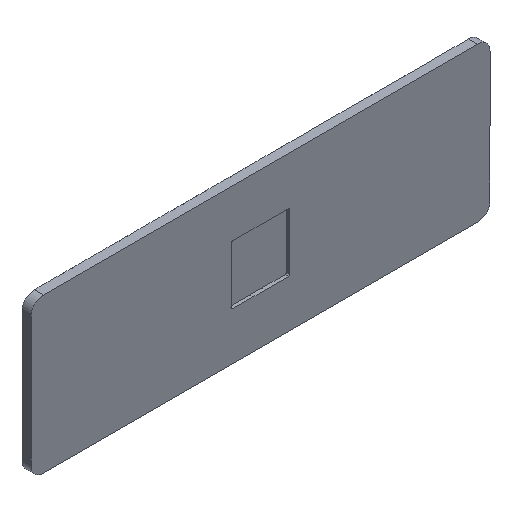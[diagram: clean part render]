
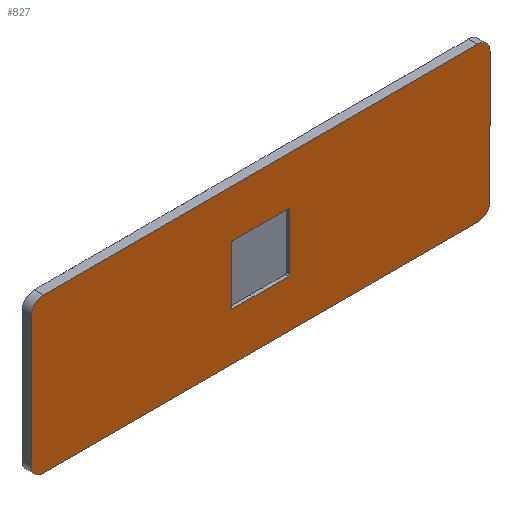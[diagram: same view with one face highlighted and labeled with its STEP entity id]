
A CAD part, isometric view. The second image highlights one B-rep face of the part: STEP entity #827.
In plain terms, the highlighted planar face has unit normal (0, -1, 0).
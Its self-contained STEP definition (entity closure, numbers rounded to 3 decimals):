
#107 = DIRECTION ( 'NONE',  ( -1., 0., 0. ) ) ;
#133 = AXIS2_PLACEMENT_3D ( 'NONE', #1602, #184, #2577 ) ;
#160 = CARTESIAN_POINT ( 'NONE',  ( 35.65, 0., 12.65 ) ) ;
#175 = VERTEX_POINT ( 'NONE', #2262 ) ;
#184 = DIRECTION ( 'NONE',  ( 0., -1., 0. ) ) ;
#200 = VECTOR ( 'NONE', #1238, 1000. ) ;
#238 = DIRECTION ( 'NONE',  ( 0., -1., 0. ) ) ;
#258 = VERTEX_POINT ( 'NONE', #160 ) ;
#266 = VERTEX_POINT ( 'NONE', #810 ) ;
#318 = CARTESIAN_POINT ( 'NONE',  ( -4.825, 0., 0. ) ) ;
#330 = DIRECTION ( 'NONE',  ( 1., 0., 0. ) ) ;
#334 = CIRCLE ( 'NONE', #2439, 0.25 ) ;
#384 = CARTESIAN_POINT ( 'NONE',  ( -37.65, 0., 10.65 ) ) ;
#392 = DIRECTION ( 'NONE',  ( 0., 0., 1. ) ) ;
#421 = ORIENTED_EDGE ( 'NONE', *, *, #2700, .T. ) ;
#430 = FACE_BOUND ( 'NONE', #1286, .T. ) ;
#464 = VECTOR ( 'NONE', #107, 1000. ) ;
#473 = VERTEX_POINT ( 'NONE', #1328 ) ;
#487 = LINE ( 'NONE', #1420, #1552 ) ;
#506 = AXIS2_PLACEMENT_3D ( 'NONE', #2210, #948, #769 ) ;
#548 = DIRECTION ( 'NONE',  ( 0., 0., -1. ) ) ;
#550 = CARTESIAN_POINT ( 'NONE',  ( 0., 0., 12.65 ) ) ;
#591 = CARTESIAN_POINT ( 'NONE',  ( 0., 0., 4.825 ) ) ;
#619 = CARTESIAN_POINT ( 'NONE',  ( 4.575, 0., -4.575 ) ) ;
#625 = LINE ( 'NONE', #2174, #1752 ) ;
#626 = CARTESIAN_POINT ( 'NONE',  ( -35.65, 0., 12.65 ) ) ;
#632 = AXIS2_PLACEMENT_3D ( 'NONE', #1697, #238, #2339 ) ;
#656 = CARTESIAN_POINT ( 'NONE',  ( 37.65, 0., -10.65 ) ) ;
#670 = AXIS2_PLACEMENT_3D ( 'NONE', #1601, #2244, #977 ) ;
#673 = ORIENTED_EDGE ( 'NONE', *, *, #2767, .T. ) ;
#698 = LINE ( 'NONE', #318, #1441 ) ;
#716 = CARTESIAN_POINT ( 'NONE',  ( -35.65, 0., -10.65 ) ) ;
#723 = CARTESIAN_POINT ( 'NONE',  ( -4.575, 0., -4.825 ) ) ;
#731 = CARTESIAN_POINT ( 'NONE',  ( -35.65, 0., -12.65 ) ) ;
#769 = DIRECTION ( 'NONE',  ( 0., 0., -1. ) ) ;
#810 = CARTESIAN_POINT ( 'NONE',  ( -4.575, 0., 4.825 ) ) ;
#812 = CARTESIAN_POINT ( 'NONE',  ( 35.65, 0., 10.65 ) ) ;
#825 = DIRECTION ( 'NONE',  ( 0., 0., -1. ) ) ;
#827 = ADVANCED_FACE ( 'NONE', ( #430, #879 ), #973, .T. ) ;
#855 = DIRECTION ( 'NONE',  ( 0., -1., 0. ) ) ;
#874 = CARTESIAN_POINT ( 'NONE',  ( 4.575, 0., -4.825 ) ) ;
#879 = FACE_OUTER_BOUND ( 'NONE', #2200, .T. ) ;
#925 = EDGE_CURVE ( 'NONE', #980, #952, #2472, .T. ) ;
#948 = DIRECTION ( 'NONE',  ( 0., -1., 0. ) ) ;
#952 = VERTEX_POINT ( 'NONE', #723 ) ;
#973 = PLANE ( 'NONE',  #506 ) ;
#977 = DIRECTION ( 'NONE',  ( 0., 0., -1. ) ) ;
#980 = VERTEX_POINT ( 'NONE', #1383 ) ;
#989 = EDGE_CURVE ( 'NONE', #980, #2571, #698, .T. ) ;
#991 = CARTESIAN_POINT ( 'NONE',  ( -37.65, 0., 0. ) ) ;
#1017 = ORIENTED_EDGE ( 'NONE', *, *, #1206, .T. ) ;
#1043 = DIRECTION ( 'NONE',  ( 0., -1., 0. ) ) ;
#1053 = CARTESIAN_POINT ( 'NONE',  ( 37.65, 0., 10.65 ) ) ;
#1080 = LINE ( 'NONE', #591, #200 ) ;
#1123 = ORIENTED_EDGE ( 'NONE', *, *, #925, .F. ) ;
#1128 = EDGE_CURVE ( 'NONE', #2578, #1659, #2190, .T. ) ;
#1138 = CARTESIAN_POINT ( 'NONE',  ( -4.825, 0., 4.575 ) ) ;
#1206 = EDGE_CURVE ( 'NONE', #266, #473, #1080, .T. ) ;
#1213 = CIRCLE ( 'NONE', #2396, 2. ) ;
#1231 = ORIENTED_EDGE ( 'NONE', *, *, #1273, .F. ) ;
#1238 = DIRECTION ( 'NONE',  ( 1., 0., 0. ) ) ;
#1272 = EDGE_CURVE ( 'NONE', #1793, #1332, #334, .T. ) ;
#1273 = EDGE_CURVE ( 'NONE', #266, #2571, #2772, .T. ) ;
#1274 = VERTEX_POINT ( 'NONE', #384 ) ;
#1286 = EDGE_LOOP ( 'NONE', ( #673, #2595, #1403, #1123, #2687, #1231, #1017, #2303 ) ) ;
#1300 = VERTEX_POINT ( 'NONE', #626 ) ;
#1328 = CARTESIAN_POINT ( 'NONE',  ( 4.575, 0., 4.825 ) ) ;
#1330 = VECTOR ( 'NONE', #548, 1000. ) ;
#1331 = DIRECTION ( 'NONE',  ( 0., -1., 0. ) ) ;
#1332 = VERTEX_POINT ( 'NONE', #2776 ) ;
#1383 = CARTESIAN_POINT ( 'NONE',  ( -4.825, 0., -4.575 ) ) ;
#1392 = EDGE_CURVE ( 'NONE', #1635, #473, #1556, .T. ) ;
#1403 = ORIENTED_EDGE ( 'NONE', *, *, #2555, .T. ) ;
#1404 = VECTOR ( 'NONE', #330, 1000. ) ;
#1420 = CARTESIAN_POINT ( 'NONE',  ( 37.65, 0., 0. ) ) ;
#1429 = EDGE_CURVE ( 'NONE', #175, #2578, #1213, .T. ) ;
#1431 = DIRECTION ( 'NONE',  ( 0., 0., -1. ) ) ;
#1437 = CIRCLE ( 'NONE', #2640, 2. ) ;
#1441 = VECTOR ( 'NONE', #2639, 1000. ) ;
#1449 = VERTEX_POINT ( 'NONE', #656 ) ;
#1532 = CIRCLE ( 'NONE', #670, 2. ) ;
#1546 = EDGE_CURVE ( 'NONE', #1659, #1449, #1532, .T. ) ;
#1552 = VECTOR ( 'NONE', #392, 1000. ) ;
#1556 = CIRCLE ( 'NONE', #632, 0.25 ) ;
#1589 = CARTESIAN_POINT ( 'NONE',  ( 35.65, 0., -12.65 ) ) ;
#1601 = CARTESIAN_POINT ( 'NONE',  ( 35.65, 0., -10.65 ) ) ;
#1602 = CARTESIAN_POINT ( 'NONE',  ( -4.575, 0., -4.575 ) ) ;
#1635 = VERTEX_POINT ( 'NONE', #2422 ) ;
#1637 = EDGE_CURVE ( 'NONE', #258, #1300, #2391, .T. ) ;
#1650 = CARTESIAN_POINT ( 'NONE',  ( -4.575, 0., 4.575 ) ) ;
#1659 = VERTEX_POINT ( 'NONE', #1589 ) ;
#1660 = DIRECTION ( 'NONE',  ( 0., -1., 0. ) ) ;
#1674 = DIRECTION ( 'NONE',  ( 0., 0., -1. ) ) ;
#1680 = ORIENTED_EDGE ( 'NONE', *, *, #2167, .T. ) ;
#1697 = CARTESIAN_POINT ( 'NONE',  ( 4.575, 0., 4.575 ) ) ;
#1752 = VECTOR ( 'NONE', #1970, 1000. ) ;
#1793 = VERTEX_POINT ( 'NONE', #874 ) ;
#1822 = LINE ( 'NONE', #991, #1330 ) ;
#1836 = ORIENTED_EDGE ( 'NONE', *, *, #2204, .T. ) ;
#1850 = VECTOR ( 'NONE', #1431, 1000. ) ;
#1854 = CIRCLE ( 'NONE', #2059, 2. ) ;
#1970 = DIRECTION ( 'NONE',  ( -1., 0., 0. ) ) ;
#2044 = DIRECTION ( 'NONE',  ( 0., 0., -1. ) ) ;
#2059 = AXIS2_PLACEMENT_3D ( 'NONE', #812, #2253, #2290 ) ;
#2104 = ORIENTED_EDGE ( 'NONE', *, *, #1546, .T. ) ;
#2105 = ORIENTED_EDGE ( 'NONE', *, *, #2219, .T. ) ;
#2154 = ORIENTED_EDGE ( 'NONE', *, *, #1429, .T. ) ;
#2167 = EDGE_CURVE ( 'NONE', #2306, #258, #1854, .T. ) ;
#2174 = CARTESIAN_POINT ( 'NONE',  ( 0., 0., -4.825 ) ) ;
#2190 = LINE ( 'NONE', #2470, #1404 ) ;
#2200 = EDGE_LOOP ( 'NONE', ( #2670, #1836, #421, #2154, #2541, #2104, #2105, #1680 ) ) ;
#2204 = EDGE_CURVE ( 'NONE', #1300, #1274, #1437, .T. ) ;
#2210 = CARTESIAN_POINT ( 'NONE',  ( -37.65, 0., 12.65 ) ) ;
#2219 = EDGE_CURVE ( 'NONE', #1449, #2306, #487, .T. ) ;
#2244 = DIRECTION ( 'NONE',  ( 0., -1., 0. ) ) ;
#2253 = DIRECTION ( 'NONE',  ( 0., -1., 0. ) ) ;
#2262 = CARTESIAN_POINT ( 'NONE',  ( -37.65, 0., -10.65 ) ) ;
#2290 = DIRECTION ( 'NONE',  ( 0., 0., -1. ) ) ;
#2303 = ORIENTED_EDGE ( 'NONE', *, *, #1392, .F. ) ;
#2306 = VERTEX_POINT ( 'NONE', #1053 ) ;
#2320 = LINE ( 'NONE', #2737, #1850 ) ;
#2339 = DIRECTION ( 'NONE',  ( 0., 0., -1. ) ) ;
#2390 = DIRECTION ( 'NONE',  ( 0., 0., -1. ) ) ;
#2391 = LINE ( 'NONE', #550, #464 ) ;
#2396 = AXIS2_PLACEMENT_3D ( 'NONE', #716, #1331, #2390 ) ;
#2422 = CARTESIAN_POINT ( 'NONE',  ( 4.825, 0., 4.575 ) ) ;
#2439 = AXIS2_PLACEMENT_3D ( 'NONE', #619, #1043, #1674 ) ;
#2470 = CARTESIAN_POINT ( 'NONE',  ( 0., 0., -12.65 ) ) ;
#2472 = CIRCLE ( 'NONE', #133, 0.25 ) ;
#2541 = ORIENTED_EDGE ( 'NONE', *, *, #1128, .T. ) ;
#2550 = AXIS2_PLACEMENT_3D ( 'NONE', #1650, #855, #825 ) ;
#2555 = EDGE_CURVE ( 'NONE', #1793, #952, #625, .T. ) ;
#2571 = VERTEX_POINT ( 'NONE', #1138 ) ;
#2577 = DIRECTION ( 'NONE',  ( 0., 0., -1. ) ) ;
#2578 = VERTEX_POINT ( 'NONE', #731 ) ;
#2595 = ORIENTED_EDGE ( 'NONE', *, *, #1272, .F. ) ;
#2639 = DIRECTION ( 'NONE',  ( 0., 0., 1. ) ) ;
#2640 = AXIS2_PLACEMENT_3D ( 'NONE', #2729, #1660, #2044 ) ;
#2670 = ORIENTED_EDGE ( 'NONE', *, *, #1637, .T. ) ;
#2687 = ORIENTED_EDGE ( 'NONE', *, *, #989, .T. ) ;
#2700 = EDGE_CURVE ( 'NONE', #1274, #175, #1822, .T. ) ;
#2729 = CARTESIAN_POINT ( 'NONE',  ( -35.65, 0., 10.65 ) ) ;
#2737 = CARTESIAN_POINT ( 'NONE',  ( 4.825, 0., 0. ) ) ;
#2767 = EDGE_CURVE ( 'NONE', #1635, #1332, #2320, .T. ) ;
#2772 = CIRCLE ( 'NONE', #2550, 0.25 ) ;
#2776 = CARTESIAN_POINT ( 'NONE',  ( 4.825, 0., -4.575 ) ) ;
